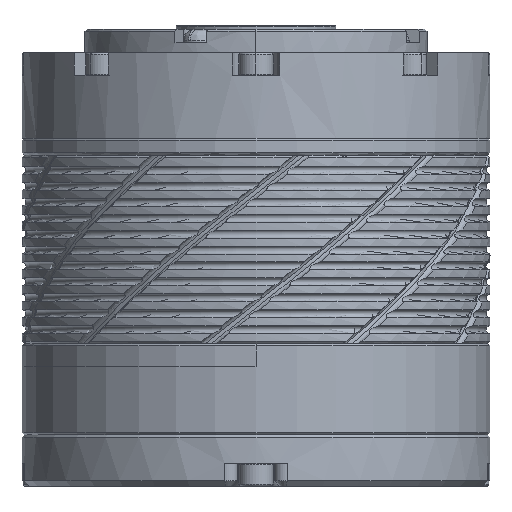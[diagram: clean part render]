
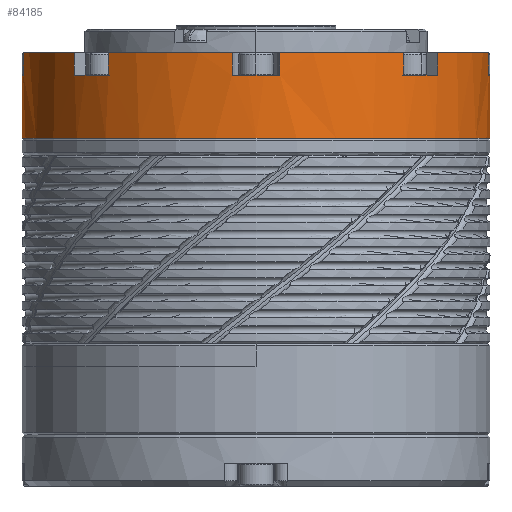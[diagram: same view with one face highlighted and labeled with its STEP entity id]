
A CAD part, front view. The second image highlights one B-rep face of the part: STEP entity #84185.
In plain terms, the highlighted cylindrical face has radius 20.5 mm (diameter 41 mm), a partial arc.
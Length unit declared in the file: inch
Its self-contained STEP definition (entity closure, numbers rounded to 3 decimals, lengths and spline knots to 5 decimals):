
#27436=CARTESIAN_POINT('',(0.,0.,
0.41339));
#27437=DIRECTION('',(0.,0.,1.));
#27438=DIRECTION('',(-1.,0.,0.));
#27439=AXIS2_PLACEMENT_3D('',#27436,#27437,#27438);
#27456=DIRECTION('',(0.,0.,1.));
#27457=VECTOR('',#27456,0.07874);
#27458=CARTESIAN_POINT('',(-0.80284,-0.08268,
0.62992));
#27459=LINE('',#27458,#27457);
#27460=DIRECTION('',(0.,0.,-1.));
#27461=VECTOR('',#27460,0.07874);
#27462=CARTESIAN_POINT('',(-0.62616,-0.50923,
0.70866));
#27463=LINE('',#27462,#27461);
#27464=DIRECTION('',(0.,0.,1.));
#27465=VECTOR('',#27464,0.07874);
#27466=CARTESIAN_POINT('',(-0.50923,-0.62616,
0.62992));
#27467=LINE('',#27466,#27465);
#27468=DIRECTION('',(0.,0.,-1.));
#27469=VECTOR('',#27468,0.07874);
#27470=CARTESIAN_POINT('',(-0.08268,-0.80284,
0.70866));
#27471=LINE('',#27470,#27469);
#27472=DIRECTION('',(0.,0.,1.));
#27473=VECTOR('',#27472,0.07874);
#27474=CARTESIAN_POINT('',(0.08268,-0.80284,
0.62992));
#27475=LINE('',#27474,#27473);
#27476=DIRECTION('',(0.,0.,-1.));
#27477=VECTOR('',#27476,0.07874);
#27478=CARTESIAN_POINT('',(0.50923,-0.62616,
0.70866));
#27479=LINE('',#27478,#27477);
#27480=DIRECTION('',(0.,0.,1.));
#27481=VECTOR('',#27480,0.07874);
#27482=CARTESIAN_POINT('',(0.62616,-0.50923,
0.62992));
#27483=LINE('',#27482,#27481);
#27484=DIRECTION('',(0.,0.,-1.));
#27485=VECTOR('',#27484,0.07874);
#27486=CARTESIAN_POINT('',(0.80284,-0.08268,
0.70866));
#27487=LINE('',#27486,#27485);
#27488=DIRECTION('',(0.,0.,-1.));
#27489=VECTOR('',#27488,0.21654);
#27490=CARTESIAN_POINT('',(0.80709,0.,
0.62992));
#27491=LINE('',#27490,#27489);
#27507=CARTESIAN_POINT('',(0.,0.,
0.62992));
#27508=DIRECTION('',(0.,0.,-1.));
#27509=DIRECTION('',(-0.995,-0.102,0.));
#27510=AXIS2_PLACEMENT_3D('',#27507,#27508,#27509);
#27522=DIRECTION('',(0.,0.,-1.));
#27523=VECTOR('',#27522,0.21654);
#27524=CARTESIAN_POINT('',(-0.80709,0.,
0.62992));
#27525=LINE('',#27524,#27523);
#27563=CARTESIAN_POINT('',(0.,0.,
0.62992));
#27564=DIRECTION('',(0.,0.,-1.));
#27565=DIRECTION('',(1.,0.,0.));
#27566=AXIS2_PLACEMENT_3D('',#27563,#27564,#27565);
#27648=CARTESIAN_POINT('',(0.,0.,
0.70866));
#27649=DIRECTION('',(0.,0.,-1.));
#27650=DIRECTION('',(0.995,-0.102,0.));
#27651=AXIS2_PLACEMENT_3D('',#27648,#27649,#27650);
#27671=CARTESIAN_POINT('',(0.,0.,
0.70866));
#27672=DIRECTION('',(0.,0.,-1.));
#27673=DIRECTION('',(0.631,-0.776,0.));
#27674=AXIS2_PLACEMENT_3D('',#27671,#27672,#27673);
#27694=CARTESIAN_POINT('',(0.,0.,
0.70866));
#27695=DIRECTION('',(0.,0.,-1.));
#27696=DIRECTION('',(-0.102,-0.995,0.));
#27697=AXIS2_PLACEMENT_3D('',#27694,#27695,#27696);
#27717=CARTESIAN_POINT('',(0.,0.,
0.70866));
#27718=DIRECTION('',(0.,0.,-1.));
#27719=DIRECTION('',(-0.776,-0.631,0.));
#27720=AXIS2_PLACEMENT_3D('',#27717,#27718,#27719);
#29217=CARTESIAN_POINT('',(0.,0.,
0.62992));
#29218=DIRECTION('',(0.,0.,-1.));
#29219=DIRECTION('',(0.776,-0.631,0.));
#29220=AXIS2_PLACEMENT_3D('',#29217,#29218,#29219);
#29675=CARTESIAN_POINT('',(0.,0.,
0.62992));
#29676=DIRECTION('',(0.,0.,-1.));
#29677=DIRECTION('',(0.102,-0.995,0.));
#29678=AXIS2_PLACEMENT_3D('',#29675,#29676,#29677);
#30128=CARTESIAN_POINT('',(0.,0.,
0.62992));
#30129=DIRECTION('',(0.,0.,-1.));
#30130=DIRECTION('',(-0.631,-0.776,0.));
#30131=AXIS2_PLACEMENT_3D('',#30128,#30129,#30130);
#47171=CARTESIAN_POINT('',(0.80284,-0.08268,
0.70866));
#47173=VERTEX_POINT('',#47171);
#47174=CARTESIAN_POINT('',(0.62616,-0.50923,
0.70866));
#47175=VERTEX_POINT('',#47174);
#47182=CARTESIAN_POINT('',(0.50923,-0.62616,
0.70866));
#47183=VERTEX_POINT('',#47182);
#47184=CARTESIAN_POINT('',(0.08268,-0.80284,
0.70866));
#47185=VERTEX_POINT('',#47184);
#47192=CARTESIAN_POINT('',(-0.08268,-0.80284,
0.70866));
#47193=VERTEX_POINT('',#47192);
#47194=CARTESIAN_POINT('',(-0.50923,-0.62616,
0.70866));
#47195=VERTEX_POINT('',#47194);
#47202=CARTESIAN_POINT('',(-0.62616,-0.50923,
0.70866));
#47203=VERTEX_POINT('',#47202);
#47204=CARTESIAN_POINT('',(-0.80284,-0.08268,
0.70866));
#47205=VERTEX_POINT('',#47204);
#47244=CARTESIAN_POINT('',(-0.80709,0.,
0.62992));
#47245=VERTEX_POINT('',#47244);
#47246=CARTESIAN_POINT('',(-0.80284,-0.08268,
0.62992));
#47247=VERTEX_POINT('',#47246);
#47248=CARTESIAN_POINT('',(-0.80709,0.,
0.41339));
#47249=VERTEX_POINT('',#47248);
#47250=CARTESIAN_POINT('',(0.80709,0.,
0.41339));
#47251=VERTEX_POINT('',#47250);
#47252=CARTESIAN_POINT('',(0.80709,0.,
0.62992));
#47253=VERTEX_POINT('',#47252);
#47268=CARTESIAN_POINT('',(-0.62616,-0.50923,
0.62992));
#47269=VERTEX_POINT('',#47268);
#47270=CARTESIAN_POINT('',(-0.50923,-0.62616,
0.62992));
#47271=VERTEX_POINT('',#47270);
#47272=CARTESIAN_POINT('',(-0.08268,-0.80284,
0.62992));
#47273=VERTEX_POINT('',#47272);
#47274=CARTESIAN_POINT('',(0.08268,-0.80284,
0.62992));
#47275=VERTEX_POINT('',#47274);
#47276=CARTESIAN_POINT('',(0.50923,-0.62616,
0.62992));
#47277=VERTEX_POINT('',#47276);
#47278=CARTESIAN_POINT('',(0.62616,-0.50923,
0.62992));
#47279=VERTEX_POINT('',#47278);
#47280=CARTESIAN_POINT('',(0.80284,-0.08268,
0.62992));
#47281=VERTEX_POINT('',#47280);
#84139=CARTESIAN_POINT('',(0.,0.,
0.51969));
#84140=DIRECTION('',(0.,0.,-1.));
#84141=DIRECTION('',(1.,0.,0.));
#84142=AXIS2_PLACEMENT_3D('',#84139,#84140,#84141);
#84143=CYLINDRICAL_SURFACE('',#84142,0.80709);
#84145=ORIENTED_EDGE('',*,*,#84144,.F.);
#84147=ORIENTED_EDGE('',*,*,#84146,.T.);
#84149=ORIENTED_EDGE('',*,*,#84148,.F.);
#84151=ORIENTED_EDGE('',*,*,#84150,.T.);
#84153=ORIENTED_EDGE('',*,*,#84152,.F.);
#84155=ORIENTED_EDGE('',*,*,#84154,.T.);
#84157=ORIENTED_EDGE('',*,*,#84156,.F.);
#84159=ORIENTED_EDGE('',*,*,#84158,.T.);
#84161=ORIENTED_EDGE('',*,*,#84160,.F.);
#84163=ORIENTED_EDGE('',*,*,#84162,.T.);
#84165=ORIENTED_EDGE('',*,*,#84164,.F.);
#84167=ORIENTED_EDGE('',*,*,#84166,.T.);
#84169=ORIENTED_EDGE('',*,*,#84168,.F.);
#84171=ORIENTED_EDGE('',*,*,#84170,.T.);
#84173=ORIENTED_EDGE('',*,*,#84172,.F.);
#84175=ORIENTED_EDGE('',*,*,#84174,.T.);
#84177=ORIENTED_EDGE('',*,*,#84176,.F.);
#84179=ORIENTED_EDGE('',*,*,#84178,.T.);
#84180=ORIENTED_EDGE('',*,*,#84120,.F.);
#84182=ORIENTED_EDGE('',*,*,#84181,.F.);
#84183=EDGE_LOOP('',(#84145,#84147,#84149,#84151,#84153,#84155,#84157,#84159,
#84161,#84163,#84165,#84167,#84169,#84171,#84173,#84175,#84177,#84179,#84180,
#84182));
#84184=FACE_OUTER_BOUND('',#84183,.F.);
#84185=ADVANCED_FACE('',(#84184),#84143,.T.);
#27440=CIRCLE('',#27439,0.80709);
#27511=CIRCLE('',#27510,0.80709);
#27567=CIRCLE('',#27566,0.80709);
#27652=CIRCLE('',#27651,0.80709);
#27675=CIRCLE('',#27674,0.80709);
#27698=CIRCLE('',#27697,0.80709);
#27721=CIRCLE('',#27720,0.80709);
#29221=CIRCLE('',#29220,0.80709);
#29679=CIRCLE('',#29678,0.80709);
#30132=CIRCLE('',#30131,0.80709);
#84120=EDGE_CURVE('',#47249,#47251,#27440,.T.);
#84144=EDGE_CURVE('',#47247,#47245,#27511,.T.);
#84146=EDGE_CURVE('',#47247,#47205,#27459,.T.);
#84148=EDGE_CURVE('',#47203,#47205,#27721,.T.);
#84150=EDGE_CURVE('',#47203,#47269,#27463,.T.);
#84152=EDGE_CURVE('',#47271,#47269,#30132,.T.);
#84154=EDGE_CURVE('',#47271,#47195,#27467,.T.);
#84156=EDGE_CURVE('',#47193,#47195,#27698,.T.);
#84158=EDGE_CURVE('',#47193,#47273,#27471,.T.);
#84160=EDGE_CURVE('',#47275,#47273,#29679,.T.);
#84162=EDGE_CURVE('',#47275,#47185,#27475,.T.);
#84164=EDGE_CURVE('',#47183,#47185,#27675,.T.);
#84166=EDGE_CURVE('',#47183,#47277,#27479,.T.);
#84168=EDGE_CURVE('',#47279,#47277,#29221,.T.);
#84170=EDGE_CURVE('',#47279,#47175,#27483,.T.);
#84172=EDGE_CURVE('',#47173,#47175,#27652,.T.);
#84174=EDGE_CURVE('',#47173,#47281,#27487,.T.);
#84176=EDGE_CURVE('',#47253,#47281,#27567,.T.);
#84178=EDGE_CURVE('',#47253,#47251,#27491,.T.);
#84181=EDGE_CURVE('',#47245,#47249,#27525,.T.);
